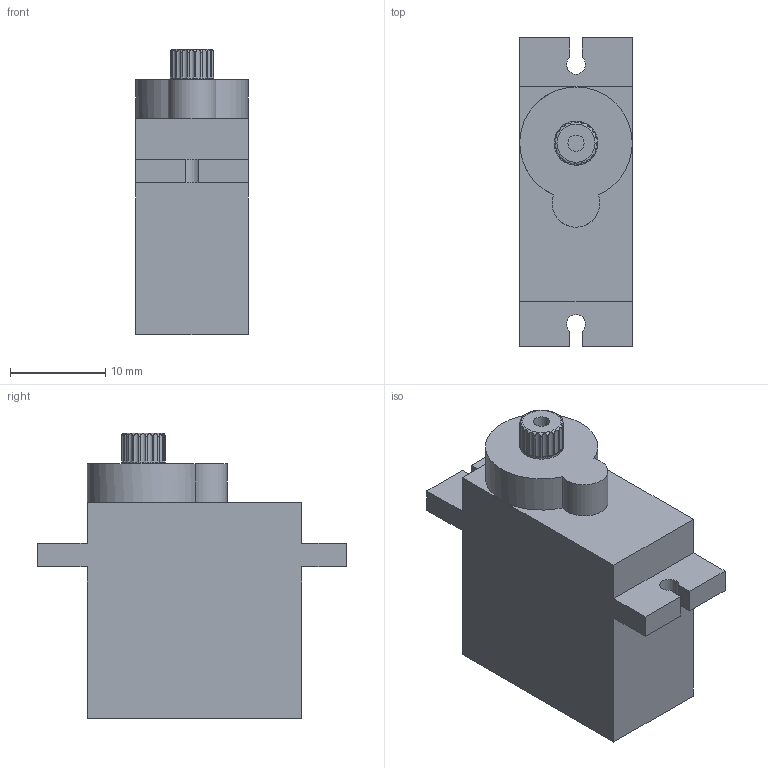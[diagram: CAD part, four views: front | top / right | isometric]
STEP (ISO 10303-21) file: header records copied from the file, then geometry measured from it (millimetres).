
FILE_DESCRIPTION(('FreeCAD Model'),'2;1');
FILE_NAME('Servo-sg90.step','2015-08-26T21:02:42',('Author'),('' ),'Open CASCADE STEP processor 6.8','FreeCAD','Unknown');
FILE_SCHEMA(('AUTOMOTIVE_DESIGN_CC2 { 1 2 10303 214 -1 1 5 4 }'));
Length unit declared in the file: millimetre
Products named in the file (2): ASSEMBLY; Servo-sg90-final
Assembly tree (1 placements, depth 2):
  ASSEMBLY
    Servo-sg90-final
Bounding box: 11.8 x 32.4 x 29.9 mm (x, y, z)
Volume: 6810 mm3; surface area: 2649.1 mm2
Topology: 1 solids, 1 shells, 77 faces, 220 edges, 148 vertices
Faces by surface type: plane 50, cylinder 26, torus 1
Full cylindrical faces by diameter (mm): 1.7 x1, 4.6 x1
Entity records: 20630 total; most frequent: CARTESIAN_POINT 15969, DIRECTION 689, ORIENTED_EDGE 440, PCURVE 440, DEFINITIONAL_REPRESENTATION 440, LINE 306, VECTOR 306, EDGE_CURVE 220
